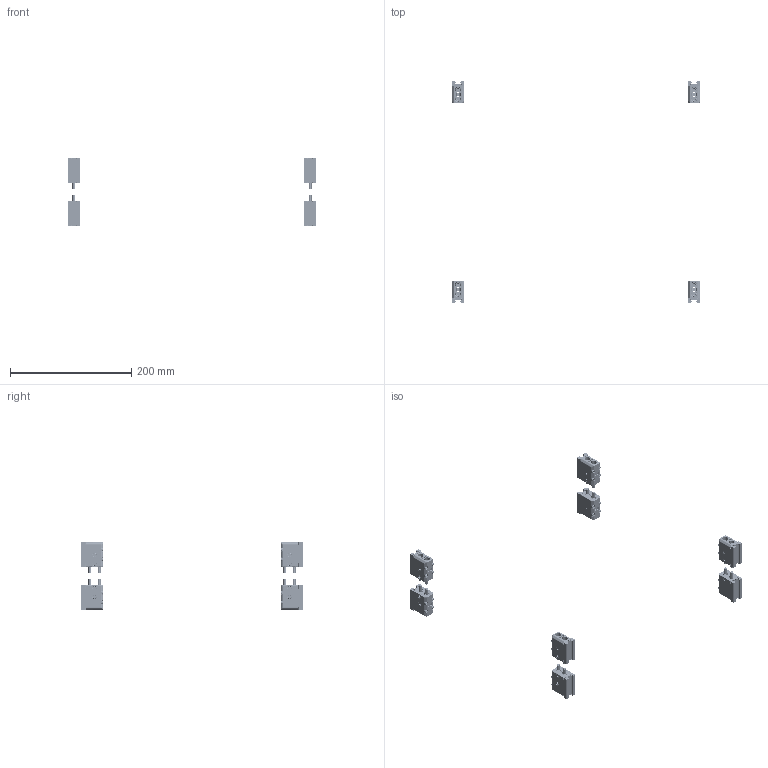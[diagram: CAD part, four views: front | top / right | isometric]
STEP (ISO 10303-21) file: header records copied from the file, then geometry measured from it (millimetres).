
FILE_DESCRIPTION(/* description */ ('','CAx-IF Rec.Pracs.---Representation and Presentation of Product Manufacturing Information (PMI)---4.0---2014-10-13'),/* implementation_level */ '2;1');
FILE_NAME(/* name */ '_18_Hybrid_V2_6mm_Z_joints_FT_FT_D.step',/* time_stamp */ '2025-01-28T17:08:05+01:00',/* author */ (''),/* organization */ (''),/* preprocessor_version */ 'ST-DEVELOPER v20',/* originating_system */ 'Autodesk Translation Framework v13.20.0.188',/* authorisation */ '');
FILE_SCHEMA (('AP242_MANAGED_MODEL_BASED_3D_ENGINEERING_MIM_LF { 1 0 10303 442 1 1 4 }'));
Products named in the file (25): _18_Hybrid_V2_6mm_Z_joints_FT_FT_D; _Hybrid_V2_6mm_Z_joint_b_FT; _Hybrid_V2_6mm_Z_joint_b_hardware_FT; _Hybrid_V2_6mm_Z_joint_a_FT; _Hybrid_V2_6mm_Z_joint_a_hardware_FT; _Hybrid_V2_6mm_Z_joint_b_FT_1; _Hybrid_V2_6mm_Z_joint_b_hardware_FT_1; _Hybrid_V2_6mm_Z_joint_a_FT_1; _Hybrid_V2_6mm_Z_joint_a_hardware_FT_1; _Hybrid_V2_6mm_Z_joint_b_FT_2; _Hybrid_V2_6mm_Z_joint_b_hardware_FT_2; _Hybrid_V2_6mm_Z_joint_a_FT_2; _Hybrid_V2_6mm_Z_joint_a_hardware_FT_2; _Hybrid_V2_6mm_Z_joint_b_FT_3; Hybrid_V2_Z_joint_b; _Hybrid_V2_6mm_Z_joint_b_hardware_FT_3; _Hybrid_V2_6mm_Z_joint_a_FT_3; _MGN9H; Hybrid_V2_Z_joint_a; _Hybrid_V2_6mm_Z_joint_a_hardware_FT_3; M3xD5x4 threaded insert; M5x40 SHCS; M3x30 BHCS; M3x16 SHCS; M5xD8x30 spacer
Assembly tree (128 placements, depth 4):
  _18_Hybrid_V2_6mm_Z_joints_FT_FT_D
    _Hybrid_V2_6mm_Z_joint_b_FT
      Hybrid_V2_Z_joint_b
      _MGN9H
      _Hybrid_V2_6mm_Z_joint_b_hardware_FT
        M3xD5x4 threaded insert  x2
        M3x30 BHCS  x4
        M5x40 SHCS  x2
        M3x16 SHCS  x2
        M5xD8x30 spacer  x2
    _Hybrid_V2_6mm_Z_joint_a_FT
      _MGN9H
      Hybrid_V2_Z_joint_a
      _Hybrid_V2_6mm_Z_joint_a_hardware_FT
        M3xD5x4 threaded insert  x2
        M3x30 BHCS  x4
        M5x40 SHCS  x2
        M3x16 SHCS  x2
        M5xD8x30 spacer  x2
    _Hybrid_V2_6mm_Z_joint_b_FT_1
      Hybrid_V2_Z_joint_b
      _MGN9H
      _Hybrid_V2_6mm_Z_joint_b_hardware_FT_1
        M3xD5x4 threaded insert  x2
        M3x30 BHCS  x4
        M5x40 SHCS  x2
        M3x16 SHCS  x2
        M5xD8x30 spacer  x2
    _Hybrid_V2_6mm_Z_joint_a_FT_1
      _MGN9H
      Hybrid_V2_Z_joint_a
      _Hybrid_V2_6mm_Z_joint_a_hardware_FT_1
        M3xD5x4 threaded insert  x2
        M3x30 BHCS  x4
        M5x40 SHCS  x2
        M3x16 SHCS  x2
        M5xD8x30 spacer  x2
    _Hybrid_V2_6mm_Z_joint_b_FT_2
      Hybrid_V2_Z_joint_b
      _MGN9H
      _Hybrid_V2_6mm_Z_joint_b_hardware_FT_2
        M3xD5x4 threaded insert  x2
        M3x30 BHCS  x4
        M5x40 SHCS  x2
        M3x16 SHCS  x2
        M5xD8x30 spacer  x2
    _Hybrid_V2_6mm_Z_joint_a_FT_2
      _MGN9H
      Hybrid_V2_Z_joint_a
      _Hybrid_V2_6mm_Z_joint_a_hardware_FT_2
        M3xD5x4 threaded insert  x2
        M3x30 BHCS  x4
        M5x40 SHCS  x2
        M3x16 SHCS  x2
        M5xD8x30 spacer  x2
    _Hybrid_V2_6mm_Z_joint_b_FT_3
      Hybrid_V2_Z_joint_b
      _MGN9H
      _Hybrid_V2_6mm_Z_joint_b_hardware_FT_3
        M3xD5x4 threaded insert  x2
Bounding box: 410.7 x 366 x 111.87 mm (x, y, z)
Volume: 201379.4 mm3; surface area: 155764.2 mm2
Topology: 176 solids, 176 shells, 15880 faces, 43640 edges, 28176 vertices
Faces by surface type: plane 5696, cylinder 4488, torus 2864, bspline 1984, cone 608, sphere 240
Full cylindrical faces by diameter (mm): 1.288 x40, 2.603 x32, 2.9 x16, 3 x80, 3.4 x64, 4.2 x16, 4.25 x16, 4.6 x16, 4.7 x16, 5 x32, 5.5 x16, 5.7 x32, 6 x16, 8 x16, 8.25 x16
Entity records: 60915 total; most frequent: CARTESIAN_POINT 19768, ORIENTED_EDGE 8720, DIRECTION 8331, EDGE_CURVE 4360, AXIS2_PLACEMENT_3D 3377, VERTEX_POINT 2748, EDGE_LOOP 1748, FACE_OUTER_BOUND 1659
